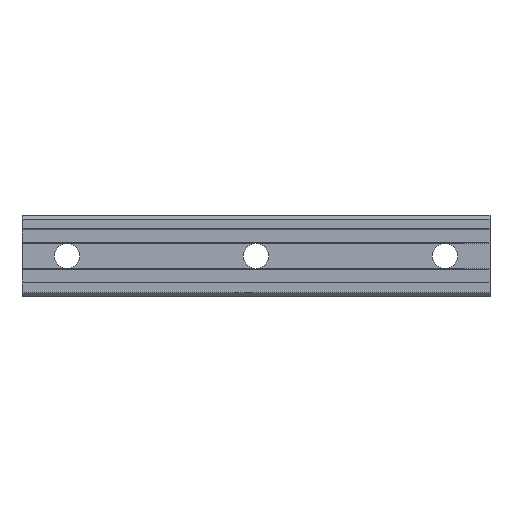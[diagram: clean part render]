
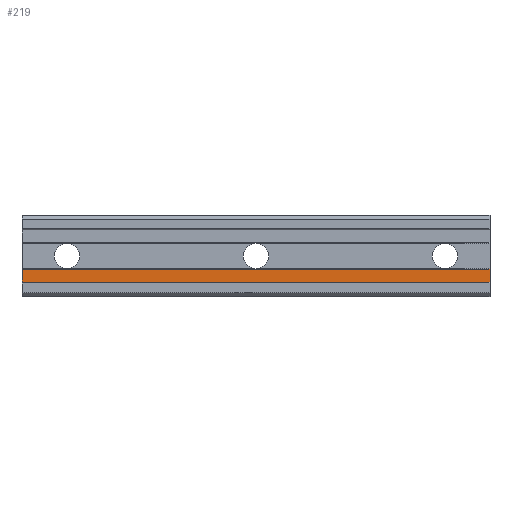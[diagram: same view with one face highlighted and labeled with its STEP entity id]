
A CAD part, front view. The second image highlights one B-rep face of the part: STEP entity #219.
In plain terms, the highlighted planar face has unit normal (0, -1, 0).
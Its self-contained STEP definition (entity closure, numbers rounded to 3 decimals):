
#84 = VERTEX_POINT ( 'NONE', #781 ) ;
#144 = VECTOR ( 'NONE', #339, 1000. ) ;
#146 = EDGE_CURVE ( 'NONE', #1496, #1156, #939, .T. ) ;
#219 = ADVANCED_FACE ( 'NONE', ( #1958 ), #1786, .F. ) ;
#332 = VERTEX_POINT ( 'NONE', #1349 ) ;
#339 = DIRECTION ( 'NONE',  ( -1., 0., 0. ) ) ;
#446 = ORIENTED_EDGE ( 'NONE', *, *, #1530, .F. ) ;
#498 = VECTOR ( 'NONE', #1814, 1000. ) ;
#584 = CARTESIAN_POINT ( 'NONE',  ( 235., 0.5, -7.5 ) ) ;
#639 = CARTESIAN_POINT ( 'NONE',  ( -25., 0.5, -7.5 ) ) ;
#711 = ORIENTED_EDGE ( 'NONE', *, *, #739, .F. ) ;
#720 = VECTOR ( 'NONE', #1035, 1000. ) ;
#739 = EDGE_CURVE ( 'NONE', #1496, #332, #1527, .T. ) ;
#781 = CARTESIAN_POINT ( 'NONE',  ( 235., 0.5, -14.5 ) ) ;
#872 = DIRECTION ( 'NONE',  ( 0., 0., 1. ) ) ;
#913 = ORIENTED_EDGE ( 'NONE', *, *, #146, .T. ) ;
#939 = LINE ( 'NONE', #1565, #1432 ) ;
#1004 = DIRECTION ( 'NONE',  ( 0., 1., 0. ) ) ;
#1026 = LINE ( 'NONE', #1656, #720 ) ;
#1035 = DIRECTION ( 'NONE',  ( 0., 0., -1. ) ) ;
#1134 = AXIS2_PLACEMENT_3D ( 'NONE', #1655, #1004, #872 ) ;
#1156 = VERTEX_POINT ( 'NONE', #1910 ) ;
#1349 = CARTESIAN_POINT ( 'NONE',  ( 235., 0.5, -7.5 ) ) ;
#1432 = VECTOR ( 'NONE', #1889, 1000. ) ;
#1474 = CARTESIAN_POINT ( 'NONE',  ( 235., 0.5, -14.5 ) ) ;
#1496 = VERTEX_POINT ( 'NONE', #639 ) ;
#1527 = LINE ( 'NONE', #584, #498 ) ;
#1530 = EDGE_CURVE ( 'NONE', #84, #1156, #1911, .T. ) ;
#1565 = CARTESIAN_POINT ( 'NONE',  ( -25., 0.5, 22.211 ) ) ;
#1632 = ORIENTED_EDGE ( 'NONE', *, *, #1685, .F. ) ;
#1655 = CARTESIAN_POINT ( 'NONE',  ( 235., 0.5, -7.5 ) ) ;
#1656 = CARTESIAN_POINT ( 'NONE',  ( 235., 0.5, 22.211 ) ) ;
#1685 = EDGE_CURVE ( 'NONE', #332, #84, #1026, .T. ) ;
#1786 = PLANE ( 'NONE',  #1134 ) ;
#1814 = DIRECTION ( 'NONE',  ( 1., 0., 0. ) ) ;
#1889 = DIRECTION ( 'NONE',  ( 0., 0., -1. ) ) ;
#1910 = CARTESIAN_POINT ( 'NONE',  ( -25., 0.5, -14.5 ) ) ;
#1911 = LINE ( 'NONE', #1474, #144 ) ;
#1958 = FACE_OUTER_BOUND ( 'NONE', #1992, .T. ) ;
#1992 = EDGE_LOOP ( 'NONE', ( #446, #1632, #711, #913 ) ) ;
